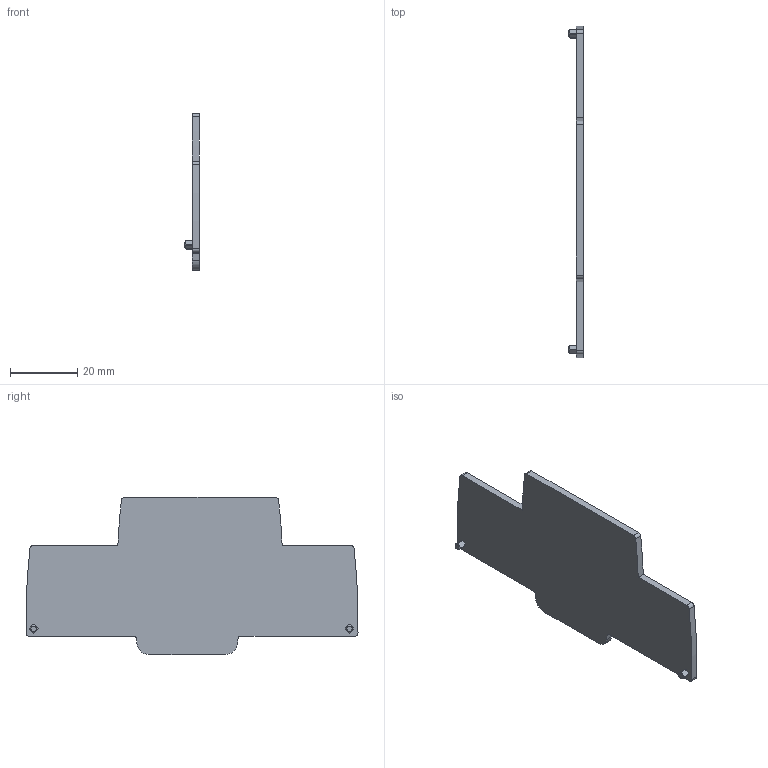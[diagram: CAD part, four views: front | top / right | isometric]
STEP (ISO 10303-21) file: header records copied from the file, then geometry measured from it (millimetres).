
FILE_DESCRIPTION(('CATIA V5R24 STEP','CAx-IF Rec.Pracs.--- Model Styling and Organization---1.2---2011-12-15'),'2;1');
FILE_NAME ('411537-1_1', '2018-08-13T07:57:51+00:00', ('Weidmueller Interface'), ('Weidmueller'), 'CATIA Version 5-6 Release 2014 SP4 HF52', 'CATIA V5 STEP AP214', 'none');
FILE_SCHEMA(('AUTOMOTIVE_DESIGN { 1 0 10303 214 1 1 1 1 }'));
Length unit declared in the file: millimetre
Products named in the file (1): 2540010000
Bounding box: 4.4 x 98.43 x 46.55 mm (x, y, z)
Volume: 7300.2 mm3; surface area: 7554.5 mm2
Topology: 1 solids, 1 shells, 46 faces, 126 edges, 84 vertices
Faces by surface type: cylinder 22, plane 20, cone 4
Entity records: 1542 total; most frequent: CARTESIAN_POINT 382, ORIENTED_EDGE 252, DIRECTION 200, EDGE_CURVE 126, AXIS2_PLACEMENT_3D 88, VERTEX_POINT 84, VECTOR 66, LINE 66
